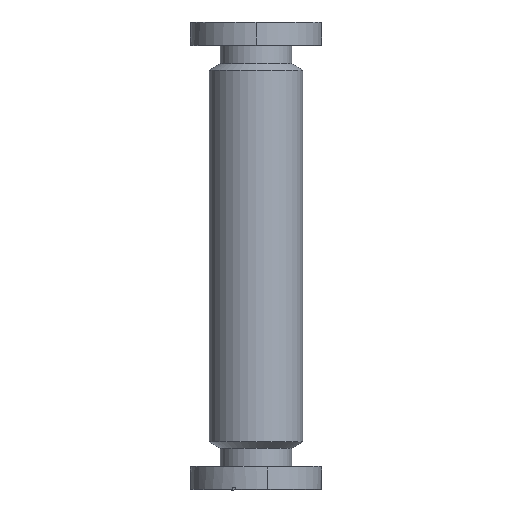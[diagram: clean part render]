
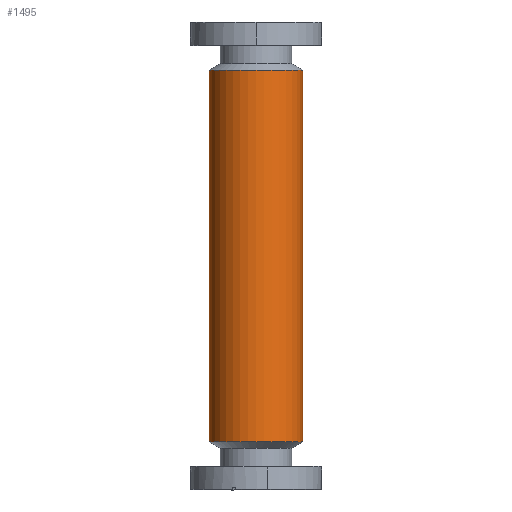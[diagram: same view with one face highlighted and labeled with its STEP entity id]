
A CAD part, front view. The second image highlights one B-rep face of the part: STEP entity #1495.
In plain terms, the highlighted cylindrical face has radius 25 mm (diameter 50 mm), a partial arc.
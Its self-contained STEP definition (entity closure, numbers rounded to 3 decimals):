
#54 = LINE ( 'NONE', #4283, #2761 ) ;
#68 = EDGE_CURVE ( 'NONE', #3916, #2720, #3716, .T. ) ;
#83 = CARTESIAN_POINT ( 'NONE',  ( 25., 0., 99.3 ) ) ;
#521 = LINE ( 'NONE', #610, #616 ) ;
#532 = CARTESIAN_POINT ( 'NONE',  ( -25., 0., -99.3 ) ) ;
#610 = CARTESIAN_POINT ( 'NONE',  ( 25., 0., 110.164 ) ) ;
#616 = VECTOR ( 'NONE', #4162, 1000. ) ;
#1054 = CARTESIAN_POINT ( 'NONE',  ( 0., 0., 99.3 ) ) ;
#1158 = DIRECTION ( 'NONE',  ( 1., 0., 0. ) ) ;
#1172 = DIRECTION ( 'NONE',  ( 0., 0., 1. ) ) ;
#1495 = ADVANCED_FACE ( 'NONE', ( #3139 ), #2249, .T. ) ;
#1623 = EDGE_CURVE ( 'NONE', #2025, #3708, #2344, .T. ) ;
#2025 = VERTEX_POINT ( 'NONE', #3386 ) ;
#2249 = CYLINDRICAL_SURFACE ( 'NONE', #2672, 25. ) ;
#2344 = CIRCLE ( 'NONE', #2656, 25. ) ;
#2412 = DIRECTION ( 'NONE',  ( 1., 0., 0. ) ) ;
#2656 = AXIS2_PLACEMENT_3D ( 'NONE', #1054, #1172, #1158 ) ;
#2672 = AXIS2_PLACEMENT_3D ( 'NONE', #2867, #3331, #2412 ) ;
#2681 = EDGE_CURVE ( 'NONE', #2720, #3708, #521, .T. ) ;
#2720 = VERTEX_POINT ( 'NONE', #3606 ) ;
#2761 = VECTOR ( 'NONE', #4273, 1000. ) ;
#2867 = CARTESIAN_POINT ( 'NONE',  ( 0., 0., 110.164 ) ) ;
#3071 = ORIENTED_EDGE ( 'NONE', *, *, #1623, .F. ) ;
#3139 = FACE_OUTER_BOUND ( 'NONE', #4533, .T. ) ;
#3216 = AXIS2_PLACEMENT_3D ( 'NONE', #3804, #3757, #3269 ) ;
#3247 = ORIENTED_EDGE ( 'NONE', *, *, #2681, .T. ) ;
#3269 = DIRECTION ( 'NONE',  ( 1., 0., 0. ) ) ;
#3306 = ORIENTED_EDGE ( 'NONE', *, *, #68, .T. ) ;
#3331 = DIRECTION ( 'NONE',  ( 0., 0., 1. ) ) ;
#3386 = CARTESIAN_POINT ( 'NONE',  ( -25., 0., 99.3 ) ) ;
#3486 = ORIENTED_EDGE ( 'NONE', *, *, #3938, .F. ) ;
#3606 = CARTESIAN_POINT ( 'NONE',  ( 25., 0., -99.3 ) ) ;
#3708 = VERTEX_POINT ( 'NONE', #83 ) ;
#3716 = CIRCLE ( 'NONE', #3216, 25. ) ;
#3757 = DIRECTION ( 'NONE',  ( 0., 0., 1. ) ) ;
#3804 = CARTESIAN_POINT ( 'NONE',  ( 0., 0., -99.3 ) ) ;
#3916 = VERTEX_POINT ( 'NONE', #532 ) ;
#3938 = EDGE_CURVE ( 'NONE', #3916, #2025, #54, .T. ) ;
#4162 = DIRECTION ( 'NONE',  ( 0., 0., 1. ) ) ;
#4273 = DIRECTION ( 'NONE',  ( 0., 0., 1. ) ) ;
#4283 = CARTESIAN_POINT ( 'NONE',  ( -25., 0., 110.164 ) ) ;
#4533 = EDGE_LOOP ( 'NONE', ( #3486, #3306, #3247, #3071 ) ) ;
